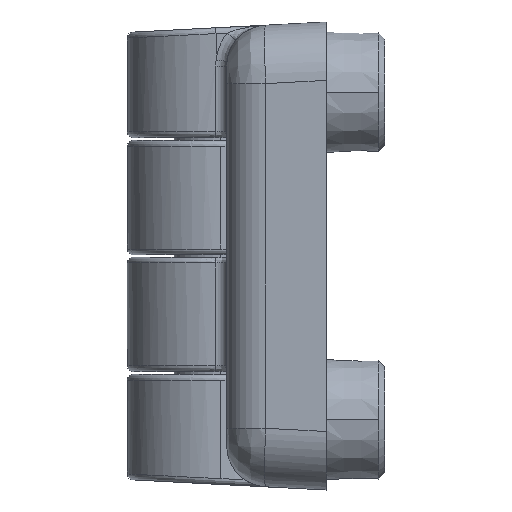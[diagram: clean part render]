
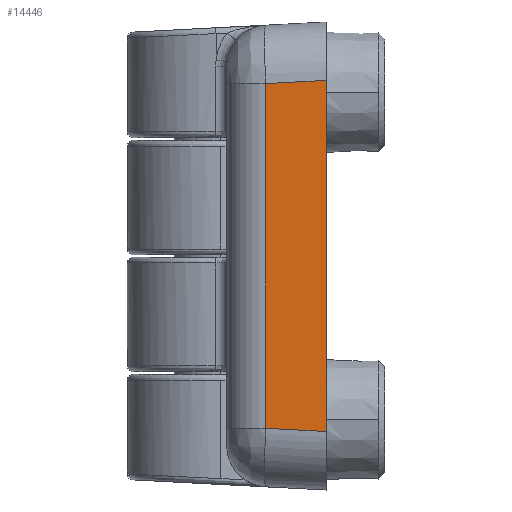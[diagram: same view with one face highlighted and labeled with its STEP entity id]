
A CAD part, left-side view. The second image highlights one B-rep face of the part: STEP entity #14446.
In plain terms, the highlighted planar face has unit normal (-0.999, 0.052, 0).
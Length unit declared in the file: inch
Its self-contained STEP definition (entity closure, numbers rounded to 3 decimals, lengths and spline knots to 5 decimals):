
#974 = VECTOR ( 'NONE', #20321, 39.37008 ) ;
#1788 = VERTEX_POINT ( 'NONE', #24146 ) ;
#3407 = ORIENTED_EDGE ( 'NONE', *, *, #13704, .F. ) ;
#4018 = EDGE_CURVE ( 'NONE', #1788, #14911, #17914, .T. ) ;
#6646 = EDGE_CURVE ( 'NONE', #23678, #15854, #21321, .T. ) ;
#7592 = CARTESIAN_POINT ( 'NONE',  ( -3.07, -0.14494, -0.7872 ) ) ;
#8164 = VECTOR ( 'NONE', #8169, 39.37008 ) ;
#8169 = DIRECTION ( 'NONE',  ( 0.052, 0.997, 0.052 ) ) ;
#8458 = CARTESIAN_POINT ( 'NONE',  ( -3.07, -0.14494, -0.7872 ) ) ;
#9467 = CARTESIAN_POINT ( 'NONE',  ( -3.07, -0.14494, -0.59062 ) ) ;
#9518 = PLANE ( 'NONE',  #20773 ) ;
#9598 = DIRECTION ( 'NONE',  ( -0.052, -0.999, 0. ) ) ;
#9823 = CARTESIAN_POINT ( 'NONE',  ( -3.07, -0.14494, 0.59102 ) ) ;
#10152 = CARTESIAN_POINT ( 'NONE',  ( -3.06645, -0.07726, -0.58708 ) ) ;
#10338 = CARTESIAN_POINT ( 'NONE',  ( -3.0593, 0.05912, 0.58032 ) ) ;
#10989 = ORIENTED_EDGE ( 'NONE', *, *, #4018, .F. ) ;
#11832 = DIRECTION ( 'NONE',  ( 0.052, 0.997, -0.052 ) ) ;
#12683 = VECTOR ( 'NONE', #19917, 39.37008 ) ;
#13704 = EDGE_CURVE ( 'NONE', #23678, #1788, #14079, .T. ) ;
#14079 = LINE ( 'NONE', #10152, #8164 ) ;
#14446 = ADVANCED_FACE ( 'NONE', ( #21057 ), #9518, .T. ) ;
#14525 = LINE ( 'NONE', #9823, #24396 ) ;
#14911 = VERTEX_POINT ( 'NONE', #10338 ) ;
#15854 = VERTEX_POINT ( 'NONE', #24854 ) ;
#17906 = CARTESIAN_POINT ( 'NONE',  ( -3.0593, 0.05912, -0.7872 ) ) ;
#17914 = LINE ( 'NONE', #17906, #12683 ) ;
#18436 = ORIENTED_EDGE ( 'NONE', *, *, #25308, .T. ) ;
#19917 = DIRECTION ( 'NONE',  ( 0., 0., 1. ) ) ;
#20321 = DIRECTION ( 'NONE',  ( 0., 0., 1. ) ) ;
#20773 = AXIS2_PLACEMENT_3D ( 'NONE', #7592, #21444, #9598 ) ;
#21057 = FACE_OUTER_BOUND ( 'NONE', #23159, .T. ) ;
#21321 = LINE ( 'NONE', #8458, #974 ) ;
#21444 = DIRECTION ( 'NONE',  ( -0.999, 0.052, 0. ) ) ;
#23159 = EDGE_LOOP ( 'NONE', ( #3407, #25253, #18436, #10989 ) ) ;
#23678 = VERTEX_POINT ( 'NONE', #9467 ) ;
#24146 = CARTESIAN_POINT ( 'NONE',  ( -3.0593, 0.05912, -0.57993 ) ) ;
#24396 = VECTOR ( 'NONE', #11832, 39.37008 ) ;
#24854 = CARTESIAN_POINT ( 'NONE',  ( -3.07, -0.14494, 0.59102 ) ) ;
#25253 = ORIENTED_EDGE ( 'NONE', *, *, #6646, .T. ) ;
#25308 = EDGE_CURVE ( 'NONE', #15854, #14911, #14525, .T. ) ;
